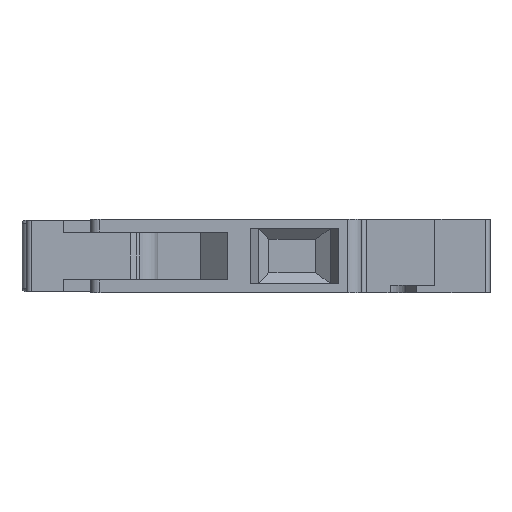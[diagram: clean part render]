
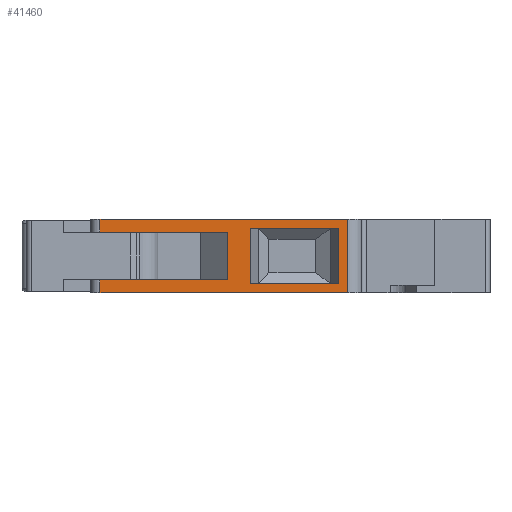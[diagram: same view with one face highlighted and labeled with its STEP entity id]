
A CAD part, left-side view. The second image highlights one B-rep face of the part: STEP entity #41460.
In plain terms, the highlighted face is planar.
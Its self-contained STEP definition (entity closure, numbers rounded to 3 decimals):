
#8640=CARTESIAN_POINT('',(157.321,132.471,
-1.4));
#8650=VERTEX_POINT('',#8640);
#8680=CARTESIAN_POINT('',(157.321,132.471,0.));
#8690=DIRECTION('',(0.,0.,1.));
#8700=VECTOR('',#8690,1.);
#8710=LINE('',#8680,#8700);
#8720=CARTESIAN_POINT('',(157.321,132.471,
-6.6));
#8730=VERTEX_POINT('',#8720);
#8740=EDGE_CURVE('',#8730,#8650,#8710,.T.);
#9030=CARTESIAN_POINT('',(143.421,132.471,
-1.4));
#9040=VERTEX_POINT('',#9030);
#9070=CARTESIAN_POINT('',(96.871,132.471,
-1.4));
#9080=DIRECTION('',(-1.,0.,0.));
#9090=VECTOR('',#9080,1.);
#9100=LINE('',#9070,#9090);
#9110=EDGE_CURVE('',#8650,#9040,#9100,.T.);
#25530=CARTESIAN_POINT('',(170.421,132.471,-8.));
#25540=VERTEX_POINT('',#25530);
#25570=CARTESIAN_POINT('',(170.421,132.471,0.));
#25580=DIRECTION('',(0.,0.,-1.));
#25590=VECTOR('',#25580,1.);
#25600=LINE('',#25570,#25590);
#25610=CARTESIAN_POINT('',(170.421,132.471,0.));
#25620=VERTEX_POINT('',#25610);
#25630=EDGE_CURVE('',#25620,#25540,#25600,.T.);
#26200=CARTESIAN_POINT('',(143.421,132.471,0.));
#26210=DIRECTION('',(0.,0.,-1.));
#26220=VECTOR('',#26210,1.);
#26230=LINE('',#26200,#26220);
#26240=CARTESIAN_POINT('',(143.421,132.471,0.));
#26250=VERTEX_POINT('',#26240);
#26260=EDGE_CURVE('',#26250,#9040,#26230,.T.);
#26900=CARTESIAN_POINT('',(143.421,132.471,-8.));
#26910=VERTEX_POINT('',#26900);
#26940=CARTESIAN_POINT('',(143.421,132.471,-8.));
#26950=DIRECTION('',(1.,0.,0.));
#26960=VECTOR('',#26950,0.25);
#26970=LINE('',#26940,#26960);
#26980=EDGE_CURVE('',#26910,#25540,#26970,.T.);
#34350=CARTESIAN_POINT('',(143.421,132.471,0.));
#34360=DIRECTION('',(1.,0.,0.));
#34370=VECTOR('',#34360,0.25);
#34380=LINE('',#34350,#34370);
#34390=EDGE_CURVE('',#26250,#25620,#34380,.T.);
#40240=CARTESIAN_POINT('',(96.871,132.471,-1.));
#40250=DIRECTION('',(-1.,0.,0.));
#40260=VECTOR('',#40250,1.);
#40270=LINE('',#40240,#40260);
#40280=CARTESIAN_POINT('',(169.421,132.471,-1.));
#40290=VERTEX_POINT('',#40280);
#40300=CARTESIAN_POINT('',(159.823,132.471,-1.));
#40310=VERTEX_POINT('',#40300);
#40320=EDGE_CURVE('',#40290,#40310,#40270,.T.);
#40680=CARTESIAN_POINT('',(159.823,132.471,-7.));
#40690=VERTEX_POINT('',#40680);
#40720=CARTESIAN_POINT('',(159.823,132.471,0.));
#40730=DIRECTION('',(0.,0.,-1.));
#40740=VECTOR('',#40730,1.);
#40750=LINE('',#40720,#40740);
#40760=EDGE_CURVE('',#40310,#40690,#40750,.T.);
#41050=CARTESIAN_POINT('',(143.421,132.471,0.));
#41060=DIRECTION('',(-0.,-1.,-0.));
#41070=DIRECTION('',(-1.,0.,0.));
#41080=AXIS2_PLACEMENT_3D('',#41050,#41060,#41070);
#41090=PLANE('',#41080);
#41100=ORIENTED_EDGE('',*,*,#25630,.F.);
#41110=ORIENTED_EDGE('',*,*,#26980,.T.);
#41120=CARTESIAN_POINT('',(143.421,132.471,
-6.6));
#41130=VERTEX_POINT('',#41120);
#41140=EDGE_CURVE('',#41130,#26910,#26230,.T.);
#41150=ORIENTED_EDGE('',*,*,#41140,.T.);
#41160=CARTESIAN_POINT('',(96.871,132.471,
-6.6));
#41170=DIRECTION('',(1.,0.,0.));
#41180=VECTOR('',#41170,1.);
#41190=LINE('',#41160,#41180);
#41200=EDGE_CURVE('',#41130,#8730,#41190,.T.);
#41210=ORIENTED_EDGE('',*,*,#41200,.F.);
#41220=ORIENTED_EDGE('',*,*,#8740,.F.);
#41230=ORIENTED_EDGE('',*,*,#9110,.F.);
#41240=ORIENTED_EDGE('',*,*,#26260,.T.);
#41250=ORIENTED_EDGE('',*,*,#34390,.F.);
#41260=EDGE_LOOP('',(#41250,#41240,#41230,#41220,#41210,#41150,#41110,
#41100));
#41270=FACE_OUTER_BOUND('',#41260,.T.);
#41280=ORIENTED_EDGE('',*,*,#40760,.F.);
#41290=CARTESIAN_POINT('',(96.871,132.471,-7.));
#41300=DIRECTION('',(-1.,0.,0.));
#41310=VECTOR('',#41300,1.);
#41320=LINE('',#41290,#41310);
#41330=CARTESIAN_POINT('',(169.421,132.471,-7.));
#41340=VERTEX_POINT('',#41330);
#41350=EDGE_CURVE('',#41340,#40690,#41320,.T.);
#41360=ORIENTED_EDGE('',*,*,#41350,.T.);
#41370=CARTESIAN_POINT('',(169.421,132.471,0.));
#41380=DIRECTION('',(0.,0.,1.));
#41390=VECTOR('',#41380,1.);
#41400=LINE('',#41370,#41390);
#41410=EDGE_CURVE('',#41340,#40290,#41400,.T.);
#41420=ORIENTED_EDGE('',*,*,#41410,.F.);
#41430=ORIENTED_EDGE('',*,*,#40320,.F.);
#41440=EDGE_LOOP('',(#41430,#41420,#41360,#41280));
#41450=FACE_BOUND('',#41440,.T.);
#41460=ADVANCED_FACE('',(#41270,#41450),#41090,.T.);
